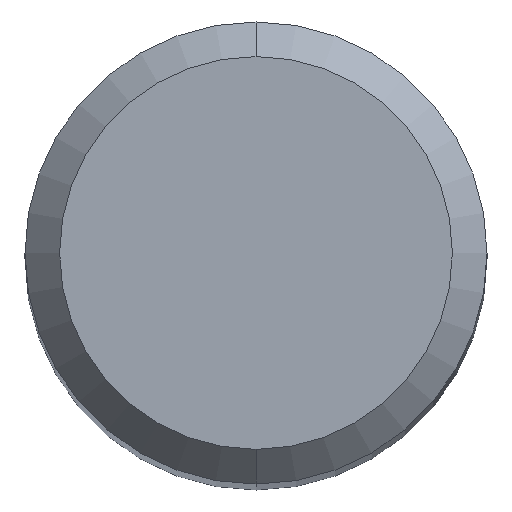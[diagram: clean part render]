
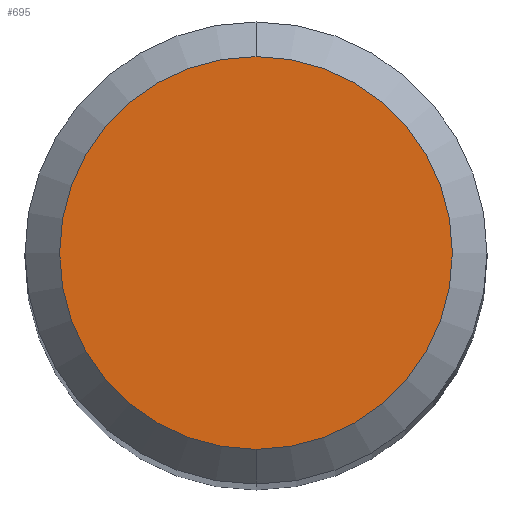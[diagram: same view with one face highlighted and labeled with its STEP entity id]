
A CAD part, top view. The second image highlights one B-rep face of the part: STEP entity #695.
In plain terms, the highlighted planar face has unit normal (0, 0, 1).
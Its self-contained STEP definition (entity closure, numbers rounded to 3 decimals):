
#497=VERTEX_POINT('',#1333);
#589=EDGE_CURVE('',#1217,#497,#1434,.T.);
#695=ADVANCED_FACE('',(#1552),#1553,.T.);
#1163=EDGE_CURVE('',#497,#1217,#2056,.T.);
#1217=VERTEX_POINT('',#2115);
#1333=CARTESIAN_POINT('',(0.,-1.7,0.0));
#1434=CIRCLE('',#2938,1.7);
#1552=FACE_OUTER_BOUND('',#3694,.T.);
#1553=PLANE('',#3695);
#2056=CIRCLE('',#5673,1.7);
#2115=CARTESIAN_POINT('',(0.0,1.7,0.0));
#2938=AXIS2_PLACEMENT_3D('',#6096,#6097,#6098);
#3694=EDGE_LOOP('',(#6219,#6220));
#3695=AXIS2_PLACEMENT_3D('',#6221,#6222,#6223);
#5673=AXIS2_PLACEMENT_3D('',#6732,#6733,#6734);
#6096=CARTESIAN_POINT('',(0.0,0.0,0.0));
#6097=DIRECTION('',(0.0,0.0,-1.0));
#6098=DIRECTION('',(0.0,1.0,0.0));
#6219=ORIENTED_EDGE('',*,*,#589,.F.);
#6220=ORIENTED_EDGE('',*,*,#1163,.F.);
#6221=CARTESIAN_POINT('',(0.0,0.85,0.0));
#6222=DIRECTION('',(-0.0,0.0,1.0));
#6223=DIRECTION('',(0.0,-1.0,0.0));
#6732=CARTESIAN_POINT('',(0.0,0.0,0.0));
#6733=DIRECTION('',(0.0,0.0,-1.0));
#6734=DIRECTION('',(0.0,1.0,0.0));
